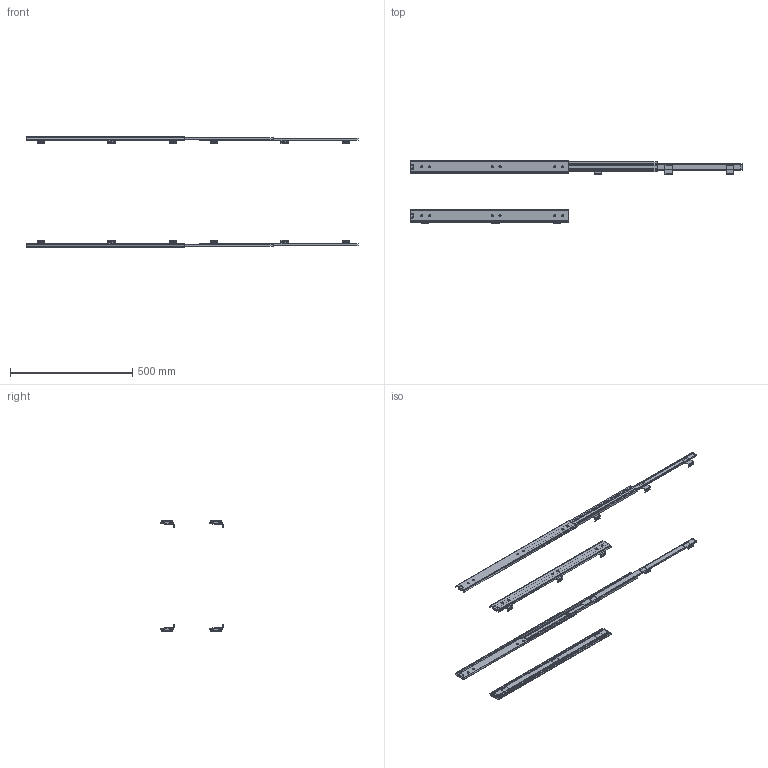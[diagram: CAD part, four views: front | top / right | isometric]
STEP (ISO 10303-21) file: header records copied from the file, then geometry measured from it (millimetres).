
FILE_DESCRIPTION((''),'2;1');
FILE_NAME('3301-6065.stp','2010-02-16T12:30:36',('jthatch'),(''),'Autodesk Inventor 2009','Autodesk Inventor 2009','');
FILE_SCHEMA(('AUTOMOTIVE_DESIGN { 1 0 10303 214 1 1 1 1 }'));
Length unit declared in the file: millimetre
Products named in the file (5): 3301-6065; 3301-6065 Outer Member; 3301-6065 Inter; 3301-6065 Inner Member LH; 3301-6065 Inner Member RH
Assembly tree (12 placements, depth 2):
  3301-6065
    3301-6065 Outer Member  x4
    3301-6065 Inter  x4
    3301-6065 Inner Member LH  x2
    3301-6065 Inner Member RH  x2
Bounding box: 1357.5 x 255.39 x 450 mm (x, y, z)
Volume: 764184.4 mm3; surface area: 866129.5 mm2
Topology: 12 solids, 12 shells, 544 faces, 1512 edges, 1000 vertices
Faces by surface type: plane 288, bspline 178, cylinder 78
Full cylindrical faces by diameter (mm): 4.8 x6
Entity records: 7016 total; most frequent: CARTESIAN_POINT 1728, ORIENTED_EDGE 1074, DIRECTION 921, EDGE_CURVE 537, VECTOR 435, LINE 435, VERTEX_POINT 364, EDGE_LOOP 271
